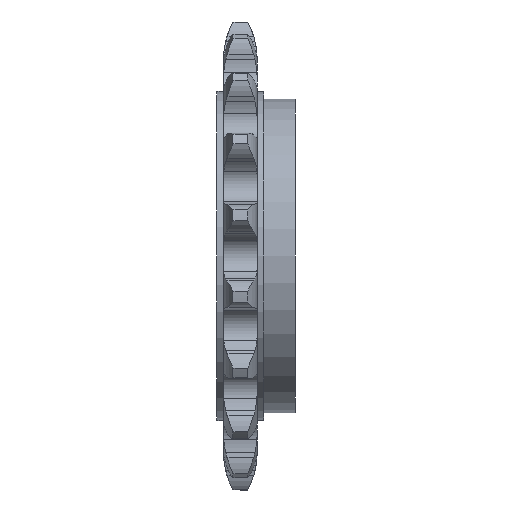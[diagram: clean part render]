
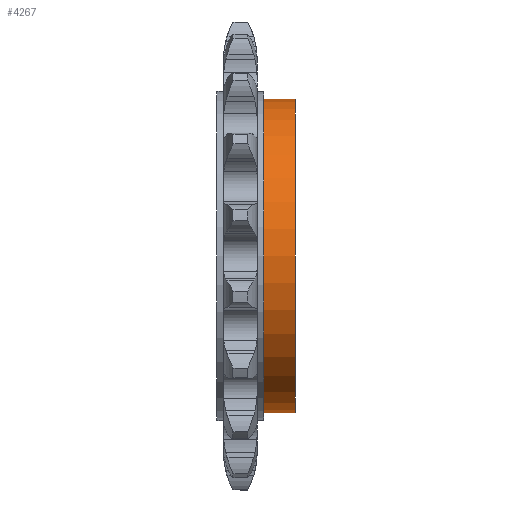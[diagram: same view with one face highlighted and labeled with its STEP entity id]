
A CAD part, front view. The second image highlights one B-rep face of the part: STEP entity #4267.
In plain terms, the highlighted cylindrical face has radius 20 mm (diameter 40 mm), a partial arc.
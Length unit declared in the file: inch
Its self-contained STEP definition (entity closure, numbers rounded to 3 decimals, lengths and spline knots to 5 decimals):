
#132 = LINE ( 'NONE', #6725, #1040 ) ;
#451 = FACE_OUTER_BOUND ( 'NONE', #7254, .T. ) ;
#597 = DIRECTION ( 'NONE',  ( -1., 0., 0. ) ) ;
#1040 = VECTOR ( 'NONE', #6275, 39.37008 ) ;
#2239 = EDGE_CURVE ( 'NONE', #6551, #4325, #5171, .T. ) ;
#2435 = EDGE_CURVE ( 'NONE', #5184, #5666, #2655, .T. ) ;
#2655 = CIRCLE ( 'NONE', #4193, 0.7874 ) ;
#2921 = CARTESIAN_POINT ( 'NONE',  ( 0.23622, 0., 0.7874 ) ) ;
#3458 = CARTESIAN_POINT ( 'NONE',  ( 0.23622, 0., 0. ) ) ;
#3531 = AXIS2_PLACEMENT_3D ( 'NONE', #3664, #4960, #4215 ) ;
#3664 = CARTESIAN_POINT ( 'NONE',  ( 0.3937, 0., 0. ) ) ;
#4193 = AXIS2_PLACEMENT_3D ( 'NONE', #3458, #5197, #5840 ) ;
#4215 = DIRECTION ( 'NONE',  ( 0., 0., 1. ) ) ;
#4267 = ADVANCED_FACE ( 'NONE', ( #451 ), #6559, .T. ) ;
#4296 = ORIENTED_EDGE ( 'NONE', *, *, #2239, .T. ) ;
#4325 = VERTEX_POINT ( 'NONE', #6799 ) ;
#4415 = CARTESIAN_POINT ( 'NONE',  ( 0.23622, 0., -0.7874 ) ) ;
#4477 = ORIENTED_EDGE ( 'NONE', *, *, #2435, .F. ) ;
#4598 = DIRECTION ( 'NONE',  ( 0., 0., 1. ) ) ;
#4676 = EDGE_CURVE ( 'NONE', #6551, #5184, #5465, .T. ) ;
#4757 = DIRECTION ( 'NONE',  ( -1., 0., 0. ) ) ;
#4960 = DIRECTION ( 'NONE',  ( -1., 0., 0. ) ) ;
#5171 = CIRCLE ( 'NONE', #3531, 0.7874 ) ;
#5184 = VERTEX_POINT ( 'NONE', #4415 ) ;
#5197 = DIRECTION ( 'NONE',  ( -1., 0., 0. ) ) ;
#5465 = LINE ( 'NONE', #6148, #5724 ) ;
#5666 = VERTEX_POINT ( 'NONE', #2921 ) ;
#5724 = VECTOR ( 'NONE', #597, 39.37008 ) ;
#5840 = DIRECTION ( 'NONE',  ( 0., 0., 1. ) ) ;
#6111 = AXIS2_PLACEMENT_3D ( 'NONE', #7634, #4757, #4598 ) ;
#6148 = CARTESIAN_POINT ( 'NONE',  ( -1.20612, 0., -0.7874 ) ) ;
#6275 = DIRECTION ( 'NONE',  ( -1., 0., 0. ) ) ;
#6551 = VERTEX_POINT ( 'NONE', #6612 ) ;
#6559 = CYLINDRICAL_SURFACE ( 'NONE', #6111, 0.7874 ) ;
#6612 = CARTESIAN_POINT ( 'NONE',  ( 0.3937, 0., -0.7874 ) ) ;
#6725 = CARTESIAN_POINT ( 'NONE',  ( -1.20612, 0., 0.7874 ) ) ;
#6799 = CARTESIAN_POINT ( 'NONE',  ( 0.3937, 0., 0.7874 ) ) ;
#7006 = EDGE_CURVE ( 'NONE', #4325, #5666, #132, .T. ) ;
#7218 = ORIENTED_EDGE ( 'NONE', *, *, #4676, .F. ) ;
#7254 = EDGE_LOOP ( 'NONE', ( #7218, #4296, #7365, #4477 ) ) ;
#7365 = ORIENTED_EDGE ( 'NONE', *, *, #7006, .T. ) ;
#7634 = CARTESIAN_POINT ( 'NONE',  ( -1.20612, 0., 0. ) ) ;
